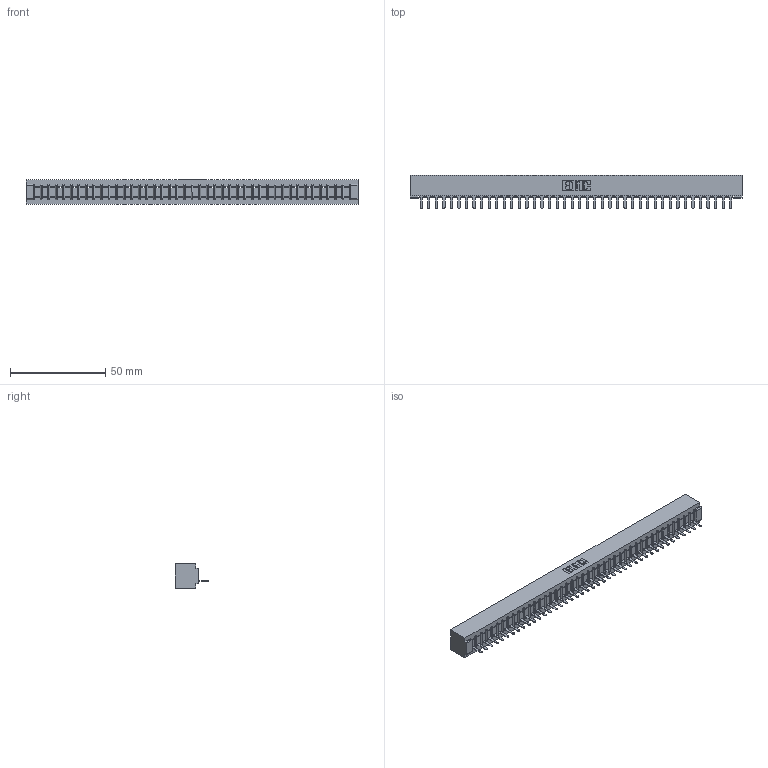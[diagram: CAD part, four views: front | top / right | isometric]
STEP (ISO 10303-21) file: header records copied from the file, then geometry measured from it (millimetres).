
FILE_DESCRIPTION (( 'STEP AP203' ), '1' );
FILE_NAME ('357-042-525-101.STEP', '2019-09-14T11:13:27', ( '' ), ( '' ), 'SwSTEP 2.0', 'SolidWorks 2016', '' );
FILE_SCHEMA (( 'CONFIG_CONTROL_DESIGN' ));
Length unit declared in the file: inch
Products named in the file (3): 357-042-525-101; 307 Part_No Mounting Lugs; 307-290-001_525
Assembly tree (43 placements, depth 2):
  357-042-525-101
    307 Part_No Mounting Lugs
    307-290-001_525  x42
Bounding box: 174.29 x 17.42 x 12.7 mm (x, y, z)
Volume: 18570.7 mm3; surface area: 19547.3 mm2
Topology: 43 solids, 43 shells, 2505 faces, 7103 edges, 4562 vertices
Faces by surface type: plane 1620, cylinder 799, sphere 86
Entity records: 35696 total; most frequent: CARTESIAN_POINT 6012, ORIENTED_EDGE 5998, DIRECTION 5845, EDGE_CURVE 2999, LINE 2303, VECTOR 2303, VERTEX_POINT 1938, AXIS2_PLACEMENT_3D 1771
